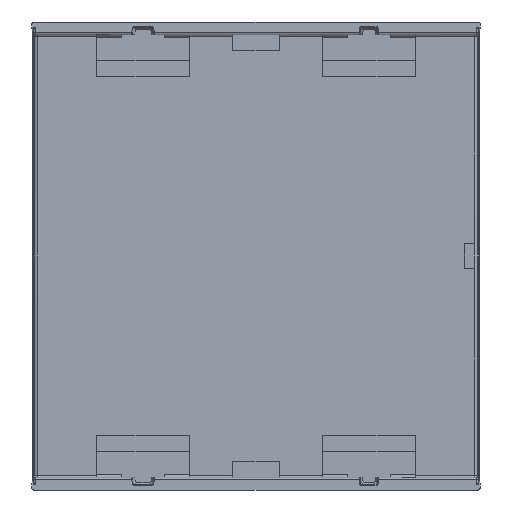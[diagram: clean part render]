
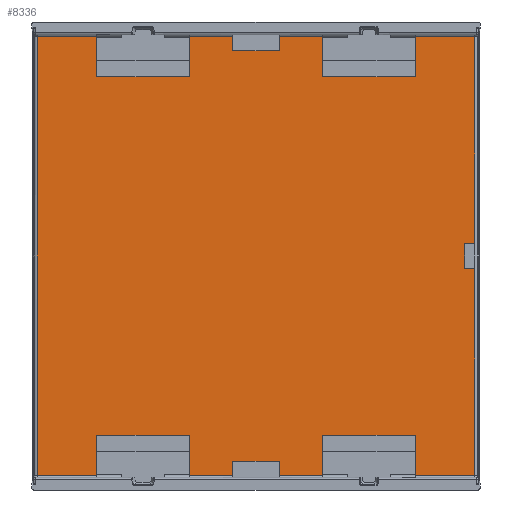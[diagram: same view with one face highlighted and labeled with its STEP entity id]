
A CAD part, front view. The second image highlights one B-rep face of the part: STEP entity #8336.
In plain terms, the highlighted planar face has unit normal (0, -1, 0).
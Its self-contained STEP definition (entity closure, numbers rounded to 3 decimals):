
#1964=DIRECTION('',(-1.,0.,0.));
#1965=VECTOR('',#1964,1.25);
#1966=CARTESIAN_POINT('',(25.939,2.4,1.5));
#1967=LINE('25459',#1966,#1965);
#1971=DIRECTION('',(0.,0.,-1.));
#1972=VECTOR('',#1971,3.);
#1973=CARTESIAN_POINT('',(24.689,2.4,1.5));
#1974=LINE('25460',#1973,#1972);
#1978=DIRECTION('',(-1.,0.,0.));
#1979=VECTOR('',#1978,1.25);
#1980=CARTESIAN_POINT('',(25.939,2.4,-1.5));
#1981=LINE('25461',#1980,#1979);
#1985=DIRECTION('',(0.,0.,1.));
#1986=VECTOR('',#1985,24.538);
#1987=CARTESIAN_POINT('',(25.939,2.4,-26.038));
#1988=LINE('25463',#1987,#1986);
#1992=DIRECTION('',(-1.,0.,0.));
#1993=VECTOR('',#1992,7.039);
#1994=CARTESIAN_POINT('',(25.939,2.4,-26.038));
#1995=LINE('20387',#1994,#1993);
#1999=DIRECTION('',(-1.,0.,0.));
#2000=VECTOR('',#1999,11.);
#2001=CARTESIAN_POINT('',(18.9,2.4,-21.24));
#2002=LINE('20788',#2001,#2000);
#2006=DIRECTION('',(-1.,0.,0.));
#2007=VECTOR('',#2006,5.15);
#2008=CARTESIAN_POINT('',(7.9,2.4,-26.038));
#2009=LINE('14827',#2008,#2007);
#2013=DIRECTION('',(0.,0.,1.));
#2014=VECTOR('',#2013,1.683);
#2015=CARTESIAN_POINT('',(2.75,2.4,-26.038));
#2016=LINE('20419',#2015,#2014);
#2020=DIRECTION('',(-1.,0.,0.));
#2021=VECTOR('',#2020,5.5);
#2022=CARTESIAN_POINT('',(2.75,2.4,-24.355));
#2023=LINE('19720',#2022,#2021);
#2027=DIRECTION('',(0.,0.,-1.));
#2028=VECTOR('',#2027,1.683);
#2029=CARTESIAN_POINT('',(-2.75,2.4,-24.355));
#2030=LINE('20420',#2029,#2028);
#2034=DIRECTION('',(-1.,0.,0.));
#2035=VECTOR('',#2034,5.15);
#2036=CARTESIAN_POINT('',(-2.75,2.4,-26.038));
#2037=LINE('14832',#2036,#2035);
#2041=DIRECTION('',(-1.,0.,0.));
#2042=VECTOR('',#2041,11.);
#2043=CARTESIAN_POINT('',(-7.9,2.4,-21.24));
#2044=LINE('20782',#2043,#2042);
#2048=DIRECTION('',(-1.,0.,0.));
#2049=VECTOR('',#2048,7.039);
#2050=CARTESIAN_POINT('',(-18.9,2.4,-26.038));
#2051=LINE('22150',#2050,#2049);
#2055=DIRECTION('',(0.,0.,-1.));
#2056=VECTOR('',#2055,52.077);
#2057=CARTESIAN_POINT('',(-25.939,2.4,26.038));
#2058=LINE('23755',#2057,#2056);
#2062=DIRECTION('',(1.,0.,0.));
#2063=VECTOR('',#2062,7.039);
#2064=CARTESIAN_POINT('',(-25.939,2.4,26.038));
#2065=LINE('22164',#2064,#2063);
#2069=DIRECTION('',(1.,0.,0.));
#2070=VECTOR('',#2069,11.);
#2071=CARTESIAN_POINT('',(-18.9,2.4,21.24));
#2072=LINE('20785',#2071,#2070);
#2076=DIRECTION('',(1.,0.,0.));
#2077=VECTOR('',#2076,5.15);
#2078=CARTESIAN_POINT('',(-7.9,2.4,26.038));
#2079=LINE('14861',#2078,#2077);
#2083=DIRECTION('',(0.,0.,-1.));
#2084=VECTOR('',#2083,1.683);
#2085=CARTESIAN_POINT('',(-2.75,2.4,26.038));
#2086=LINE('20417',#2085,#2084);
#2090=DIRECTION('',(1.,0.,0.));
#2091=VECTOR('',#2090,5.5);
#2092=CARTESIAN_POINT('',(-2.75,2.4,24.355));
#2093=LINE('19717',#2092,#2091);
#2097=DIRECTION('',(0.,0.,1.));
#2098=VECTOR('',#2097,1.683);
#2099=CARTESIAN_POINT('',(2.75,2.4,24.355));
#2100=LINE('20418',#2099,#2098);
#2104=DIRECTION('',(1.,0.,0.));
#2105=VECTOR('',#2104,5.15);
#2106=CARTESIAN_POINT('',(2.75,2.4,26.038));
#2107=LINE('14866',#2106,#2105);
#2111=DIRECTION('',(1.,0.,0.));
#2112=VECTOR('',#2111,11.);
#2113=CARTESIAN_POINT('',(7.9,2.4,21.24));
#2114=LINE('20791',#2113,#2112);
#2118=DIRECTION('',(1.,0.,0.));
#2119=VECTOR('',#2118,7.039);
#2120=CARTESIAN_POINT('',(18.9,2.4,26.038));
#2121=LINE('20401',#2120,#2119);
#2125=DIRECTION('',(0.,0.,1.));
#2126=VECTOR('',#2125,24.538);
#2127=CARTESIAN_POINT('',(25.939,2.4,1.5));
#2128=LINE('25464',#2127,#2126);
#4903=DIRECTION('',(0.,0.,1.));
#4904=VECTOR('',#4903,4.798);
#4905=CARTESIAN_POINT('',(-18.9,2.4,-26.038));
#4906=LINE('20904',#4905,#4904);
#4924=DIRECTION('',(0.,0.,-1.));
#4925=VECTOR('',#4924,4.798);
#4926=CARTESIAN_POINT('',(-7.9,2.4,-21.24));
#4927=LINE('20903',#4926,#4925);
#5012=DIRECTION('',(0.,0.,1.));
#5013=VECTOR('',#5012,4.798);
#5014=CARTESIAN_POINT('',(7.9,2.4,-26.038));
#5015=LINE('20908',#5014,#5013);
#5033=DIRECTION('',(0.,0.,-1.));
#5034=VECTOR('',#5033,4.798);
#5035=CARTESIAN_POINT('',(18.9,2.4,-21.24));
#5036=LINE('20907',#5035,#5034);
#5196=DIRECTION('',(0.,0.,1.));
#5197=VECTOR('',#5196,4.798);
#5198=CARTESIAN_POINT('',(-18.9,2.4,21.24));
#5199=LINE('20905',#5198,#5197);
#5247=DIRECTION('',(0.,0.,-1.));
#5248=VECTOR('',#5247,4.798);
#5249=CARTESIAN_POINT('',(-7.9,2.4,26.038));
#5250=LINE('20906',#5249,#5248);
#5312=DIRECTION('',(0.,0.,-1.));
#5313=VECTOR('',#5312,4.798);
#5314=CARTESIAN_POINT('',(18.9,2.4,26.038));
#5315=LINE('20910',#5314,#5313);
#5341=DIRECTION('',(0.,0.,1.));
#5342=VECTOR('',#5341,4.798);
#5343=CARTESIAN_POINT('',(7.9,2.4,21.24));
#5344=LINE('20909',#5343,#5342);
#6710=CARTESIAN_POINT('',(7.9,2.4,-26.038));
#6711=CARTESIAN_POINT('',(2.75,2.4,-26.038));
#6712=VERTEX_POINT('',#6710);
#6713=VERTEX_POINT('',#6711);
#6714=CARTESIAN_POINT('',(-2.75,2.4,-26.038));
#6715=CARTESIAN_POINT('',(-7.9,2.4,-26.038));
#6716=VERTEX_POINT('',#6714);
#6717=VERTEX_POINT('',#6715);
#6726=CARTESIAN_POINT('',(-7.9,2.4,26.038));
#6727=CARTESIAN_POINT('',(-2.75,2.4,26.038));
#6728=VERTEX_POINT('',#6726);
#6729=VERTEX_POINT('',#6727);
#6730=CARTESIAN_POINT('',(2.75,2.4,26.038));
#6731=CARTESIAN_POINT('',(7.9,2.4,26.038));
#6732=VERTEX_POINT('',#6730);
#6733=VERTEX_POINT('',#6731);
#6872=CARTESIAN_POINT('',(-2.75,2.4,24.355));
#6873=CARTESIAN_POINT('',(2.75,2.4,24.355));
#6874=VERTEX_POINT('',#6872);
#6875=VERTEX_POINT('',#6873);
#6876=CARTESIAN_POINT('',(2.75,2.4,-24.355));
#6877=CARTESIAN_POINT('',(-2.75,2.4,-24.355));
#6878=VERTEX_POINT('',#6876);
#6879=VERTEX_POINT('',#6877);
#6908=CARTESIAN_POINT('',(25.939,2.4,-26.038));
#6909=CARTESIAN_POINT('',(18.9,2.4,-26.038));
#6910=VERTEX_POINT('',#6908);
#6911=VERTEX_POINT('',#6909);
#6916=CARTESIAN_POINT('',(18.9,2.4,26.038));
#6917=CARTESIAN_POINT('',(25.939,2.4,26.038));
#6918=VERTEX_POINT('',#6916);
#6919=VERTEX_POINT('',#6917);
#7000=CARTESIAN_POINT('',(-7.9,2.4,-21.24));
#7001=CARTESIAN_POINT('',(-18.9,2.4,-21.24));
#7002=VERTEX_POINT('',#7000);
#7003=VERTEX_POINT('',#7001);
#7004=CARTESIAN_POINT('',(-18.9,2.4,21.24));
#7005=CARTESIAN_POINT('',(-7.9,2.4,21.24));
#7006=VERTEX_POINT('',#7004);
#7007=VERTEX_POINT('',#7005);
#7008=CARTESIAN_POINT('',(18.9,2.4,-21.24));
#7009=CARTESIAN_POINT('',(7.9,2.4,-21.24));
#7010=VERTEX_POINT('',#7008);
#7011=VERTEX_POINT('',#7009);
#7012=CARTESIAN_POINT('',(7.9,2.4,21.24));
#7013=CARTESIAN_POINT('',(18.9,2.4,21.24));
#7014=VERTEX_POINT('',#7012);
#7015=VERTEX_POINT('',#7013);
#7032=CARTESIAN_POINT('',(-18.9,2.4,-26.038));
#7033=VERTEX_POINT('',#7032);
#7034=CARTESIAN_POINT('',(-18.9,2.4,26.038));
#7035=VERTEX_POINT('',#7034);
#7036=CARTESIAN_POINT('',(-25.939,2.4,-26.038));
#7037=VERTEX_POINT('',#7036);
#7040=CARTESIAN_POINT('',(-25.939,2.4,26.038));
#7041=VERTEX_POINT('',#7040);
#7264=CARTESIAN_POINT('',(25.939,2.4,1.5));
#7265=CARTESIAN_POINT('',(24.689,2.4,1.5));
#7266=VERTEX_POINT('',#7264);
#7267=VERTEX_POINT('',#7265);
#7268=CARTESIAN_POINT('',(24.689,2.4,-1.5));
#7269=VERTEX_POINT('',#7268);
#7270=CARTESIAN_POINT('',(25.939,2.4,-1.5));
#7271=VERTEX_POINT('',#7270);
#8267=CARTESIAN_POINT('',(0.,2.4,0.));
#8268=DIRECTION('',(0.,1.,0.));
#8269=DIRECTION('',(0.,0.,1.));
#8270=AXIS2_PLACEMENT_3D('',#8267,#8268,#8269);
#8271=PLANE('1970',#8270);
#8273=ORIENTED_EDGE('25459',*,*,#8272,.T.);
#8275=ORIENTED_EDGE('25460',*,*,#8274,.T.);
#8277=ORIENTED_EDGE('25461',*,*,#8276,.F.);
#8279=ORIENTED_EDGE('25463',*,*,#8278,.F.);
#8281=ORIENTED_EDGE('20387',*,*,#8280,.T.);
#8283=ORIENTED_EDGE('20907',*,*,#8282,.F.);
#8285=ORIENTED_EDGE('20788',*,*,#8284,.T.);
#8287=ORIENTED_EDGE('20908',*,*,#8286,.F.);
#8289=ORIENTED_EDGE('14827',*,*,#8288,.T.);
#8291=ORIENTED_EDGE('20419',*,*,#8290,.T.);
#8293=ORIENTED_EDGE('19720',*,*,#8292,.T.);
#8295=ORIENTED_EDGE('20420',*,*,#8294,.T.);
#8297=ORIENTED_EDGE('14832',*,*,#8296,.T.);
#8299=ORIENTED_EDGE('20903',*,*,#8298,.F.);
#8301=ORIENTED_EDGE('20782',*,*,#8300,.T.);
#8303=ORIENTED_EDGE('20904',*,*,#8302,.F.);
#8305=ORIENTED_EDGE('22150',*,*,#8304,.T.);
#8307=ORIENTED_EDGE('23755',*,*,#8306,.F.);
#8309=ORIENTED_EDGE('22164',*,*,#8308,.T.);
#8311=ORIENTED_EDGE('20905',*,*,#8310,.F.);
#8313=ORIENTED_EDGE('20785',*,*,#8312,.T.);
#8315=ORIENTED_EDGE('20906',*,*,#8314,.F.);
#8317=ORIENTED_EDGE('14861',*,*,#8316,.T.);
#8319=ORIENTED_EDGE('20417',*,*,#8318,.T.);
#8321=ORIENTED_EDGE('19717',*,*,#8320,.T.);
#8322=ORIENTED_EDGE('20418',*,*,#8245,.T.);
#8323=ORIENTED_EDGE('14866',*,*,#8258,.T.);
#8325=ORIENTED_EDGE('20909',*,*,#8324,.F.);
#8327=ORIENTED_EDGE('20791',*,*,#8326,.T.);
#8329=ORIENTED_EDGE('20910',*,*,#8328,.F.);
#8331=ORIENTED_EDGE('20401',*,*,#8330,.T.);
#8333=ORIENTED_EDGE('25464',*,*,#8332,.F.);
#8334=EDGE_LOOP('1970',(#8273,#8275,#8277,#8279,#8281,#8283,#8285,#8287,#8289,
#8291,#8293,#8295,#8297,#8299,#8301,#8303,#8305,#8307,#8309,#8311,#8313,#8315,
#8317,#8319,#8321,#8322,#8323,#8325,#8327,#8329,#8331,#8333));
#8335=FACE_OUTER_BOUND('1970',#8334,.F.);
#8336=ADVANCED_FACE('1970',(#8335),#8271,.F.);
#8245=EDGE_CURVE('20418',#6875,#6732,#2100,.T.);
#8258=EDGE_CURVE('14866',#6732,#6733,#2107,.T.);
#8272=EDGE_CURVE('25459',#7266,#7267,#1967,.T.);
#8274=EDGE_CURVE('25460',#7267,#7269,#1974,.T.);
#8276=EDGE_CURVE('25461',#7271,#7269,#1981,.T.);
#8278=EDGE_CURVE('25463',#6910,#7271,#1988,.T.);
#8280=EDGE_CURVE('20387',#6910,#6911,#1995,.T.);
#8282=EDGE_CURVE('20907',#7010,#6911,#5036,.T.);
#8284=EDGE_CURVE('20788',#7010,#7011,#2002,.T.);
#8286=EDGE_CURVE('20908',#6712,#7011,#5015,.T.);
#8288=EDGE_CURVE('14827',#6712,#6713,#2009,.T.);
#8290=EDGE_CURVE('20419',#6713,#6878,#2016,.T.);
#8292=EDGE_CURVE('19720',#6878,#6879,#2023,.T.);
#8294=EDGE_CURVE('20420',#6879,#6716,#2030,.T.);
#8296=EDGE_CURVE('14832',#6716,#6717,#2037,.T.);
#8298=EDGE_CURVE('20903',#7002,#6717,#4927,.T.);
#8300=EDGE_CURVE('20782',#7002,#7003,#2044,.T.);
#8302=EDGE_CURVE('20904',#7033,#7003,#4906,.T.);
#8304=EDGE_CURVE('22150',#7033,#7037,#2051,.T.);
#8306=EDGE_CURVE('23755',#7041,#7037,#2058,.T.);
#8308=EDGE_CURVE('22164',#7041,#7035,#2065,.T.);
#8310=EDGE_CURVE('20905',#7006,#7035,#5199,.T.);
#8312=EDGE_CURVE('20785',#7006,#7007,#2072,.T.);
#8314=EDGE_CURVE('20906',#6728,#7007,#5250,.T.);
#8316=EDGE_CURVE('14861',#6728,#6729,#2079,.T.);
#8318=EDGE_CURVE('20417',#6729,#6874,#2086,.T.);
#8320=EDGE_CURVE('19717',#6874,#6875,#2093,.T.);
#8324=EDGE_CURVE('20909',#7014,#6733,#5344,.T.);
#8326=EDGE_CURVE('20791',#7014,#7015,#2114,.T.);
#8328=EDGE_CURVE('20910',#6918,#7015,#5315,.T.);
#8330=EDGE_CURVE('20401',#6918,#6919,#2121,.T.);
#8332=EDGE_CURVE('25464',#7266,#6919,#2128,.T.);
